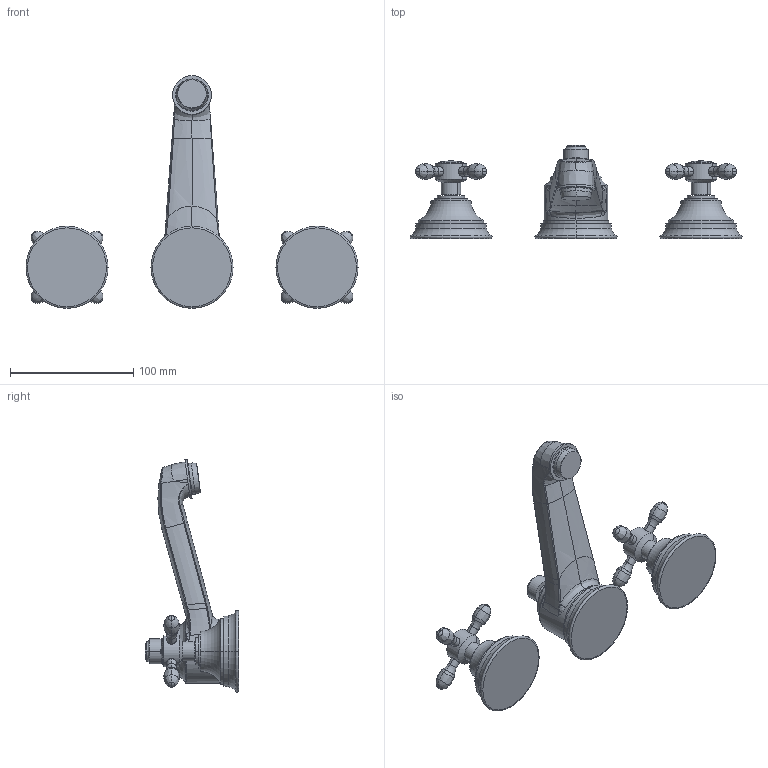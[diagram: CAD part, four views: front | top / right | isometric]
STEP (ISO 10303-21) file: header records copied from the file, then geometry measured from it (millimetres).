
FILE_DESCRIPTION((''),'2;1');
FILE_NAME('1640','2020-11-26T14:57:23',('jinson.thomas'),(''),'CREO PARAMETRIC BY PTC INC, 2018400','CREO PARAMETRIC BY PTC INC, 2018400','');
FILE_SCHEMA(('CONFIG_CONTROL_DESIGN'));
Length unit declared in the file: inch
Products named in the file (1): 1640
Bounding box: 269.88 x 75.73 x 189.13 mm (x, y, z)
Volume: 376245.7 mm3; surface area: 62478.4 mm2
Topology: 3 solids, 3 shells, 787 faces, 2145 edges, 1378 vertices
Faces by surface type: plane 303, cylinder 225, bspline 125, sphere 63, torus 55, extrusion 12, cone 4
Entity records: 32620 total; most frequent: CARTESIAN_POINT 13646, ORIENTED_EDGE 4226, DIRECTION 3777, EDGE_CURVE 2113, AXIS2_PLACEMENT_3D 1618, VERTEX_POINT 1378, CIRCLE 968, EDGE_LOOP 833
